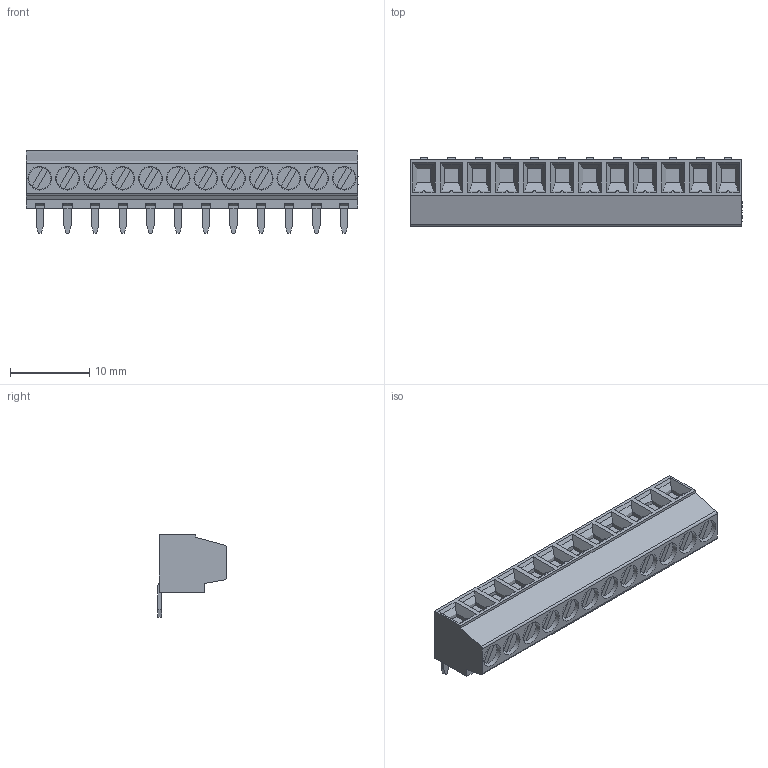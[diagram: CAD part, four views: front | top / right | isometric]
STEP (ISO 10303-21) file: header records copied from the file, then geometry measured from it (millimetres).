
FILE_DESCRIPTION(('STEP AP214'),'1');
FILE_NAME('MV1312-3,5-H-L.stp','2021-03-15T15:27:43',(' '),(' '),'Spatial InterOp 3D',' ',' ');
FILE_SCHEMA(('automotive_design'));
Length unit declared in the file: metre
Products named in the file (1): 1
Bounding box: 42 x 8.7 x 10.5 mm (x, y, z)
Volume: 2087.9 mm3; surface area: 2114 mm2
Topology: 1 solids, 1 shells, 576 faces, 1533 edges, 1010 vertices
Faces by surface type: plane 473, cylinder 78, torus 12, cone 12, extrusion 1
Full cylindrical faces by diameter (mm): 2 x12, 2.1 x12, 2.8 x12, 3 x12
Entity records: 21660 total; most frequent: CARTESIAN_POINT 3064, ORIENTED_EDGE 2850, DIRECTION 2772, EDGE_CURVE 1425, VECTOR 1172, LINE 1171, VERTEX_POINT 974, AXIS2_PLACEMENT_3D 800
